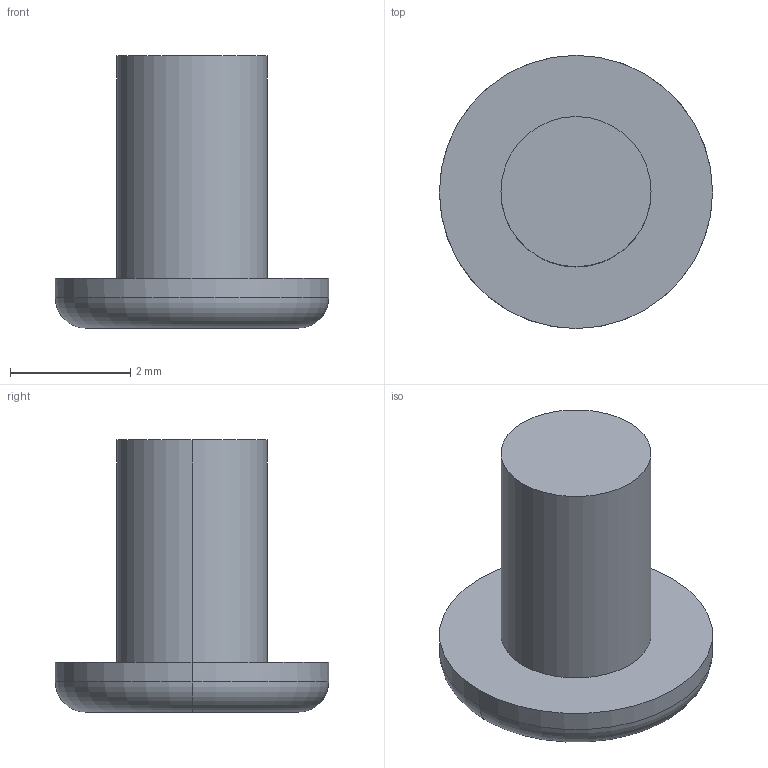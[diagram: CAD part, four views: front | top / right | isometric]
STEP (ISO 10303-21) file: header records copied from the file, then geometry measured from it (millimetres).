
FILE_DESCRIPTION (( 'STEP AP203' ), '1' );
FILE_NAME ('PORG_SYSTEM_SCREW.step_Default_sldprt.STEP', '2020-11-13T20:12:59', ( '' ), ( '' ), 'SwSTEP 2.0', 'SolidWorks 2019', '' );
FILE_SCHEMA (( 'CONFIG_CONTROL_DESIGN' ));
Length unit declared in the file: inch
Products named in the file (1): PORG_SYSTEM_SCREW.step_Default_sldprt
Bounding box: 4.55 x 4.55 x 4.53 mm (x, y, z)
Volume: 29 mm3; surface area: 74.5 mm2
Topology: 1 solids, 1 shells, 34 faces, 90 edges, 60 vertices
Faces by surface type: cylinder 16, plane 16, torus 2
Entity records: 1127 total; most frequent: CARTESIAN_POINT 257, ORIENTED_EDGE 180, DIRECTION 150, EDGE_CURVE 90, VERTEX_POINT 60, VECTOR 52, LINE 52, AXIS2_PLACEMENT_3D 49
